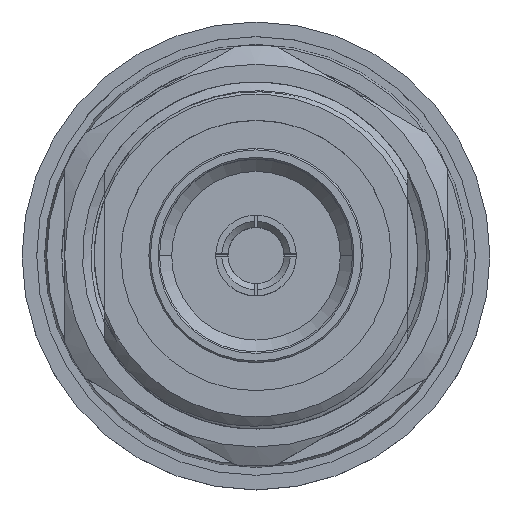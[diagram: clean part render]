
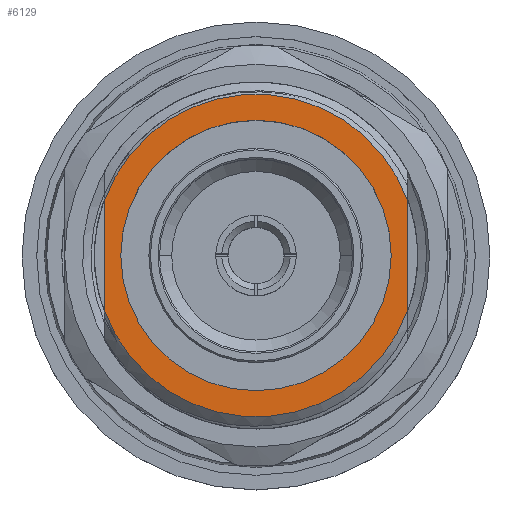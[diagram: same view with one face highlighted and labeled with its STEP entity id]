
A CAD part, top view. The second image highlights one B-rep face of the part: STEP entity #6129.
In plain terms, the highlighted planar face has unit normal (0, 0, 1).
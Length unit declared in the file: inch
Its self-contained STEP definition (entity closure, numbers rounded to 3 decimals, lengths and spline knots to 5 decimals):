
#125 = CARTESIAN_POINT ( 'NONE',  ( 0.5, 0.17838, -0.03 ) ) ;
#301 = VERTEX_POINT ( 'NONE', #66818 ) ;
#428 = ORIENTED_EDGE ( 'NONE', *, *, #42922, .T. ) ;
#446 = EDGE_CURVE ( 'NONE', #301, #8034, #37810, .T. ) ;
#1136 = CARTESIAN_POINT ( 'NONE',  ( -0.5, 0.17838, -0.03 ) ) ;
#3210 = EDGE_CURVE ( 'NONE', #41959, #21968, #19497, .T. ) ;
#4934 = DIRECTION ( 'NONE',  ( -1., 0., 0. ) ) ;
#5330 = DIRECTION ( 'NONE',  ( 1., 0., 0. ) ) ;
#5762 = LINE ( 'NONE', #31379, #22372 ) ;
#6129 = ADVANCED_FACE ( 'NONE', ( #50821, #8832 ), #23882, .F. ) ;
#7272 = CIRCLE ( 'NONE', #41173, 0.445 ) ;
#8034 = VERTEX_POINT ( 'NONE', #125 ) ;
#8832 = FACE_BOUND ( 'NONE', #55876, .T. ) ;
#13717 = ORIENTED_EDGE ( 'NONE', *, *, #57322, .F. ) ;
#13744 = ORIENTED_EDGE ( 'NONE', *, *, #3210, .F. ) ;
#14143 = CARTESIAN_POINT ( 'NONE',  ( -0.445, 0., -0.03 ) ) ;
#14704 = VERTEX_POINT ( 'NONE', #30076 ) ;
#16801 = ORIENTED_EDGE ( 'NONE', *, *, #35447, .T. ) ;
#18086 = AXIS2_PLACEMENT_3D ( 'NONE', #21368, #52095, #5330 ) ;
#19497 = CIRCLE ( 'NONE', #66364, 0.445 ) ;
#19745 = DIRECTION ( 'NONE',  ( -1., 0., 0. ) ) ;
#21368 = CARTESIAN_POINT ( 'NONE',  ( 0., 0., -0.03 ) ) ;
#21968 = VERTEX_POINT ( 'NONE', #60433 ) ;
#22372 = VECTOR ( 'NONE', #25248, 39.37008 ) ;
#22943 = VECTOR ( 'NONE', #59628, 39.37008 ) ;
#23794 = DIRECTION ( 'NONE',  ( 0., 0., 1. ) ) ;
#23882 = PLANE ( 'NONE',  #31540 ) ;
#24322 = EDGE_LOOP ( 'NONE', ( #16801, #428, #58621, #65210 ) ) ;
#24784 = CARTESIAN_POINT ( 'NONE',  ( 0., 0., -0.03 ) ) ;
#25248 = DIRECTION ( 'NONE',  ( 0., -1., 0. ) ) ;
#30076 = CARTESIAN_POINT ( 'NONE',  ( -0.5, -0.17838, -0.03 ) ) ;
#30549 = DIRECTION ( 'NONE',  ( 0., 0., 1. ) ) ;
#31131 = CIRCLE ( 'NONE', #54055, 0.53087 ) ;
#31379 = CARTESIAN_POINT ( 'NONE',  ( -0.5, -0.65765, -0.03 ) ) ;
#31540 = AXIS2_PLACEMENT_3D ( 'NONE', #39586, #61383, #19745 ) ;
#35447 = EDGE_CURVE ( 'NONE', #45827, #14704, #5762, .T. ) ;
#37456 = EDGE_CURVE ( 'NONE', #8034, #45827, #31131, .T. ) ;
#37810 = LINE ( 'NONE', #55494, #22943 ) ;
#39586 = CARTESIAN_POINT ( 'NONE',  ( 0., 0., -0.03 ) ) ;
#40496 = DIRECTION ( 'NONE',  ( 0., 0., 1. ) ) ;
#41173 = AXIS2_PLACEMENT_3D ( 'NONE', #56813, #30549, #4934 ) ;
#41959 = VERTEX_POINT ( 'NONE', #14143 ) ;
#42922 = EDGE_CURVE ( 'NONE', #14704, #301, #54098, .T. ) ;
#44308 = CARTESIAN_POINT ( 'NONE',  ( 0., 0., -0.03 ) ) ;
#45827 = VERTEX_POINT ( 'NONE', #1136 ) ;
#50821 = FACE_OUTER_BOUND ( 'NONE', #24322, .T. ) ;
#52095 = DIRECTION ( 'NONE',  ( 0., 0., 1. ) ) ;
#54055 = AXIS2_PLACEMENT_3D ( 'NONE', #44308, #23794, #60624 ) ;
#54098 = CIRCLE ( 'NONE', #18086, 0.53087 ) ;
#55494 = CARTESIAN_POINT ( 'NONE',  ( 0.5, -0.65765, -0.03 ) ) ;
#55876 = EDGE_LOOP ( 'NONE', ( #13717, #13744 ) ) ;
#56813 = CARTESIAN_POINT ( 'NONE',  ( 0., 0., -0.03 ) ) ;
#57322 = EDGE_CURVE ( 'NONE', #21968, #41959, #7272, .T. ) ;
#58621 = ORIENTED_EDGE ( 'NONE', *, *, #446, .T. ) ;
#59628 = DIRECTION ( 'NONE',  ( 0., 1., 0. ) ) ;
#60433 = CARTESIAN_POINT ( 'NONE',  ( 0.445, 0., -0.03 ) ) ;
#60624 = DIRECTION ( 'NONE',  ( 1., 0., 0. ) ) ;
#61291 = DIRECTION ( 'NONE',  ( -1., 0., 0. ) ) ;
#61383 = DIRECTION ( 'NONE',  ( 0., 0., -1. ) ) ;
#65210 = ORIENTED_EDGE ( 'NONE', *, *, #37456, .T. ) ;
#66364 = AXIS2_PLACEMENT_3D ( 'NONE', #24784, #40496, #61291 ) ;
#66818 = CARTESIAN_POINT ( 'NONE',  ( 0.5, -0.17838, -0.03 ) ) ;
